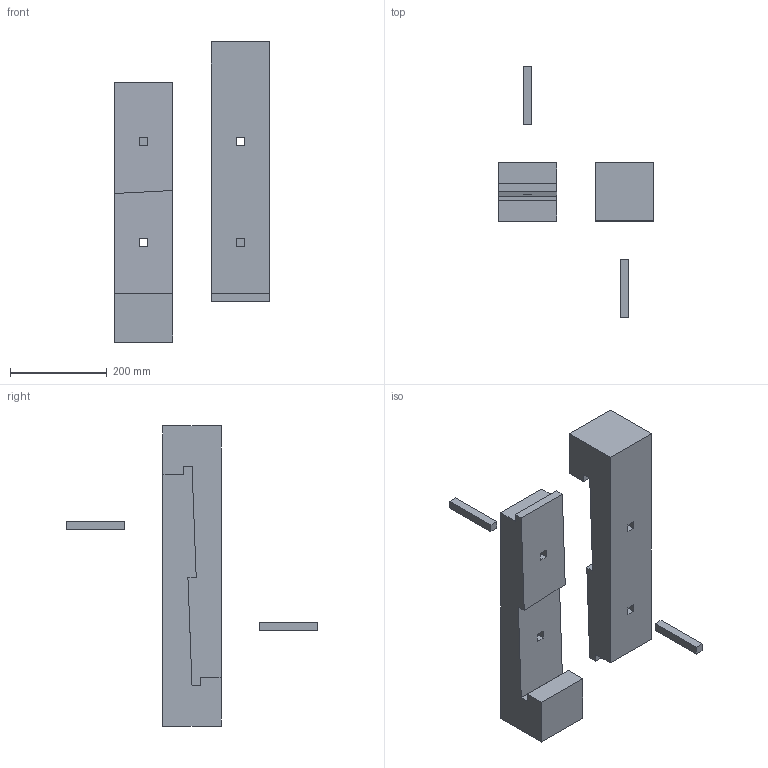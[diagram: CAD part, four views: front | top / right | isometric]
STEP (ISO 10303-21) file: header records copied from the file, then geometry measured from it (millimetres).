
FILE_DESCRIPTION(/* description */ (''),/* implementation_level */ '2;1');
FILE_NAME(/* name */ '74935.step',/* time_stamp */ '2018-12-28T17:11:53+09:00',/* author */ ('ryo2003'),/* organization */ (''),/* preprocessor_version */ 'ST-DEVELOPER v17.2',/* originating_system */ 'Autodesk Translation Framework v7.6.0.251',/* authorisation */ '');
FILE_SCHEMA (('AUTOMOTIVE_DESIGN { 1 0 10303 214 3 1 1 }'));
Length unit declared in the file: millimetre
Products named in the file (5): 追掛け大栓継ぎ; コンポーネント1; コンポーネント2; コンポーネント3; コンポーネント4
Assembly tree (4 placements, depth 2):
  追掛け大栓継ぎ
    コンポーネント1
    コンポーネント2
    コンポーネント3
    コンポーネント4
Bounding box: 320 x 520 x 620 mm (x, y, z)
Volume: 8928000 mm3; surface area: 508392.1 mm2
Topology: 4 solids, 4 shells, 56 faces, 144 edges, 96 vertices
Faces by surface type: plane 56
Entity records: 1840 total; most frequent: CARTESIAN_POINT 305, ORIENTED_EDGE 288, DIRECTION 274, LINE 144, VECTOR 144, EDGE_CURVE 144, VERTEX_POINT 96, AXIS2_PLACEMENT_3D 65
